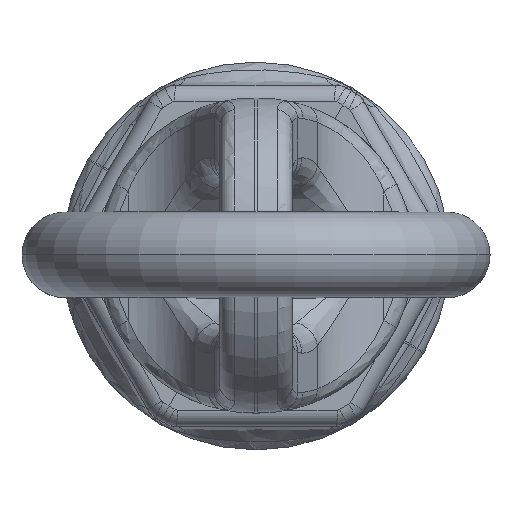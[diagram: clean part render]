
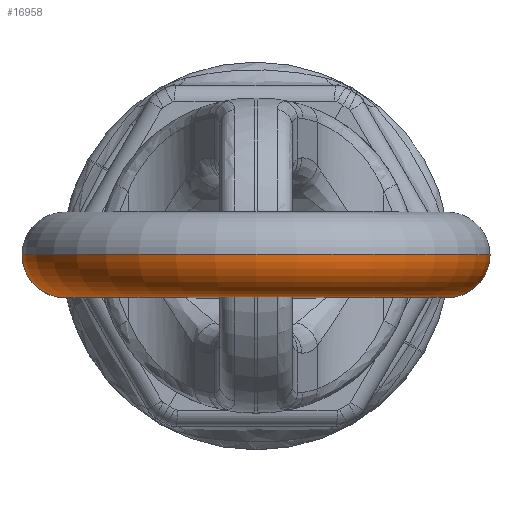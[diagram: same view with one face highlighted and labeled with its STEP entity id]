
A CAD part, top view. The second image highlights one B-rep face of the part: STEP entity #16958.
In plain terms, the highlighted toroidal (fillet/blend) face has major radius 22.5 mm and minor radius 5 mm.
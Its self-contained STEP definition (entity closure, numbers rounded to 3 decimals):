
#16804=CARTESIAN_POINT('Vertex',(22.5,-5.,25.637)) ;
#16807=CARTESIAN_POINT('Axis2P3D Location',(0.,-5.,25.637)) ;
#16811=CARTESIAN_POINT('Vertex',(-22.5,-5.,25.637)) ;
#16871=CARTESIAN_POINT('Axis2P3D Location',(0.,0.,25.637)) ;
#16875=CARTESIAN_POINT('Vertex',(-27.5,0.,25.637)) ;
#16877=CARTESIAN_POINT('Vertex',(27.5,0.,25.637)) ;
#16937=CARTESIAN_POINT('Axis2P3D Location',(0.,0.,25.637)) ;
#16942=CARTESIAN_POINT('Axis2P3D Location',(-22.5,0.,25.637)) ;
#16947=CARTESIAN_POINT('Axis2P3D Location',(22.5,0.,25.637)) ;
#16808=DIRECTION('Axis2P3D Direction',(0.,1.,0.)) ;
#16872=DIRECTION('Axis2P3D Direction',(0.,1.,0.)) ;
#16938=DIRECTION('Axis2P3D Direction',(0.,1.,0.)) ;
#16939=DIRECTION('Axis2P3D XDirection',(-1.,0.,0.)) ;
#16943=DIRECTION('Axis2P3D Direction',(0.,0.,-1.)) ;
#16948=DIRECTION('Axis2P3D Direction',(0.,0.,1.)) ;
#16809=AXIS2_PLACEMENT_3D('Circle Axis2P3D',#16807,#16808,$) ;
#16873=AXIS2_PLACEMENT_3D('Circle Axis2P3D',#16871,#16872,$) ;
#16940=AXIS2_PLACEMENT_3D('Torus Axis2P3D',#16937,#16938,#16939) ;
#16944=AXIS2_PLACEMENT_3D('Circle Axis2P3D',#16942,#16943,$) ;
#16949=AXIS2_PLACEMENT_3D('Circle Axis2P3D',#16947,#16948,$) ;
#16953=ORIENTED_EDGE('',*,*,#16879,.F.) ;
#16954=ORIENTED_EDGE('',*,*,#16946,.T.) ;
#16955=ORIENTED_EDGE('',*,*,#16813,.T.) ;
#16956=ORIENTED_EDGE('',*,*,#16951,.F.) ;
#16958=ADVANCED_FACE('YK8271-013B.1.2',(#16957),#16941,.T.) ;
#16810=CIRCLE('generated circle',#16809,22.5) ;
#16874=CIRCLE('generated circle',#16873,27.5) ;
#16945=CIRCLE('generated circle',#16944,5.) ;
#16950=CIRCLE('generated circle',#16949,5.) ;
#16941=TOROIDAL_SURFACE('homeo Torus',#16940,22.5,5.) ;
#16813=EDGE_CURVE('',#16812,#16805,#16810,.T.) ;
#16879=EDGE_CURVE('',#16876,#16878,#16874,.T.) ;
#16946=EDGE_CURVE('',#16876,#16812,#16945,.F.) ;
#16951=EDGE_CURVE('',#16878,#16805,#16950,.F.) ;
#16952=EDGE_LOOP('',(#16953,#16954,#16955,#16956)) ;
#16957=FACE_OUTER_BOUND('',#16952,.T.) ;
#16805=VERTEX_POINT('',#16804) ;
#16812=VERTEX_POINT('',#16811) ;
#16876=VERTEX_POINT('',#16875) ;
#16878=VERTEX_POINT('',#16877) ;
